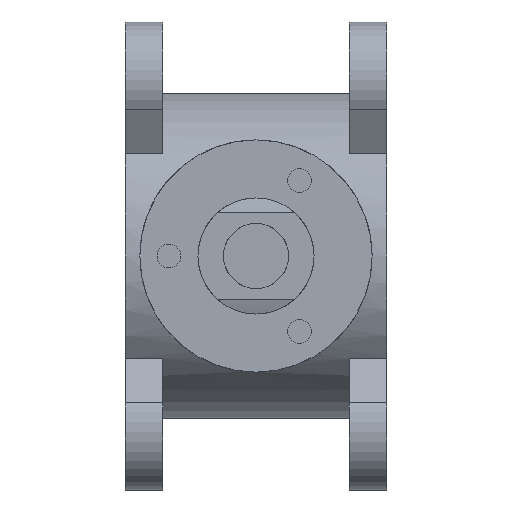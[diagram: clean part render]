
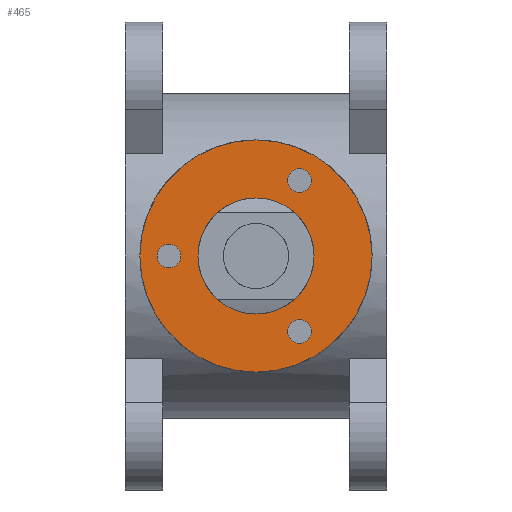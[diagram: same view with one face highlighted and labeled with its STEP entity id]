
A CAD part, left-side view. The second image highlights one B-rep face of the part: STEP entity #465.
In plain terms, the highlighted planar face has unit normal (-1, 0, 0).
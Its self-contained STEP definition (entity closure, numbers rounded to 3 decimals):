
#14 = EDGE_CURVE ( 'NONE', #1690, #82, #1124, .T. ) ;
#49 = AXIS2_PLACEMENT_3D ( 'NONE', #2437, #2161, #880 ) ;
#82 = VERTEX_POINT ( 'NONE', #615 ) ;
#113 = CARTESIAN_POINT ( 'NONE',  ( -160., 0., 100. ) ) ;
#147 = VERTEX_POINT ( 'NONE', #113 ) ;
#154 = DIRECTION ( 'NONE',  ( 0., 0., -1. ) ) ;
#159 = VERTEX_POINT ( 'NONE', #977 ) ;
#193 = CIRCLE ( 'NONE', #2096, 50. ) ;
#221 = AXIS2_PLACEMENT_3D ( 'NONE', #2454, #2423, #283 ) ;
#283 = DIRECTION ( 'NONE',  ( 0., 0., -1. ) ) ;
#289 = EDGE_CURVE ( 'NONE', #159, #147, #1306, .T. ) ;
#361 = CARTESIAN_POINT ( 'NONE',  ( -160., 75., 0. ) ) ;
#416 = DIRECTION ( 'NONE',  ( 1., 0., 0. ) ) ;
#441 = FACE_BOUND ( 'NONE', #2399, .T. ) ;
#451 = CARTESIAN_POINT ( 'NONE',  ( -160., -37.5, -75.102 ) ) ;
#465 = ADVANCED_FACE ( 'NONE', ( #441, #525, #2160, #940, #1804 ), #2028, .F. ) ;
#489 = ORIENTED_EDGE ( 'NONE', *, *, #14, .T. ) ;
#492 = DIRECTION ( 'NONE',  ( 1., 0., 0. ) ) ;
#525 = FACE_BOUND ( 'NONE', #1065, .T. ) ;
#553 = AXIS2_PLACEMENT_3D ( 'NONE', #1557, #1070, #2430 ) ;
#565 = CARTESIAN_POINT ( 'NONE',  ( -160., 0., 0. ) ) ;
#575 = DIRECTION ( 'NONE',  ( 0., 0., -1. ) ) ;
#615 = CARTESIAN_POINT ( 'NONE',  ( -160., -37.5, 54.802 ) ) ;
#621 = ORIENTED_EDGE ( 'NONE', *, *, #289, .F. ) ;
#639 = EDGE_CURVE ( 'NONE', #677, #1941, #1997, .T. ) ;
#663 = EDGE_CURVE ( 'NONE', #1288, #2790, #1313, .T. ) ;
#664 = EDGE_CURVE ( 'NONE', #1088, #2447, #193, .T. ) ;
#670 = CARTESIAN_POINT ( 'NONE',  ( -160., 0., -50. ) ) ;
#677 = VERTEX_POINT ( 'NONE', #2602 ) ;
#698 = CARTESIAN_POINT ( 'NONE',  ( -160., 0., 50. ) ) ;
#774 = DIRECTION ( 'NONE',  ( 1., 0., 0. ) ) ;
#785 = CARTESIAN_POINT ( 'NONE',  ( -160., -37.5, -54.802 ) ) ;
#787 = DIRECTION ( 'NONE',  ( 1., 0., 0. ) ) ;
#816 = EDGE_LOOP ( 'NONE', ( #1949, #1732 ) ) ;
#838 = CARTESIAN_POINT ( 'NONE',  ( -160., 75., 0. ) ) ;
#880 = DIRECTION ( 'NONE',  ( 0., 0., -1. ) ) ;
#940 = FACE_BOUND ( 'NONE', #2101, .T. ) ;
#977 = CARTESIAN_POINT ( 'NONE',  ( -160., 0., -100. ) ) ;
#1008 = DIRECTION ( 'NONE',  ( 1., 0., 0. ) ) ;
#1023 = CARTESIAN_POINT ( 'NONE',  ( -160., -37.5, 64.952 ) ) ;
#1064 = EDGE_CURVE ( 'NONE', #82, #1690, #2497, .T. ) ;
#1065 = EDGE_LOOP ( 'NONE', ( #489, #1600 ) ) ;
#1070 = DIRECTION ( 'NONE',  ( 1., 0., 0. ) ) ;
#1081 = ORIENTED_EDGE ( 'NONE', *, *, #664, .T. ) ;
#1088 = VERTEX_POINT ( 'NONE', #698 ) ;
#1124 = CIRCLE ( 'NONE', #2588, 10.15 ) ;
#1168 = ORIENTED_EDGE ( 'NONE', *, *, #1353, .T. ) ;
#1288 = VERTEX_POINT ( 'NONE', #785 ) ;
#1291 = ORIENTED_EDGE ( 'NONE', *, *, #2804, .F. ) ;
#1306 = CIRCLE ( 'NONE', #2085, 100. ) ;
#1313 = CIRCLE ( 'NONE', #1677, 10.15 ) ;
#1347 = CARTESIAN_POINT ( 'NONE',  ( -160., 0., 0. ) ) ;
#1353 = EDGE_CURVE ( 'NONE', #1941, #677, #1784, .T. ) ;
#1481 = DIRECTION ( 'NONE',  ( 0., 0., -1. ) ) ;
#1484 = CIRCLE ( 'NONE', #221, 10.15 ) ;
#1510 = EDGE_CURVE ( 'NONE', #2790, #1288, #1484, .T. ) ;
#1557 = CARTESIAN_POINT ( 'NONE',  ( -160., 0., 0. ) ) ;
#1576 = AXIS2_PLACEMENT_3D ( 'NONE', #1906, #2577, #1716 ) ;
#1600 = ORIENTED_EDGE ( 'NONE', *, *, #1064, .T. ) ;
#1677 = AXIS2_PLACEMENT_3D ( 'NONE', #1843, #774, #2502 ) ;
#1690 = VERTEX_POINT ( 'NONE', #2221 ) ;
#1716 = DIRECTION ( 'NONE',  ( 0., 0., -1. ) ) ;
#1732 = ORIENTED_EDGE ( 'NONE', *, *, #1510, .T. ) ;
#1741 = AXIS2_PLACEMENT_3D ( 'NONE', #838, #416, #1750 ) ;
#1750 = DIRECTION ( 'NONE',  ( 0., 0., -1. ) ) ;
#1775 = CARTESIAN_POINT ( 'NONE',  ( -160., 75., 10.15 ) ) ;
#1784 = CIRCLE ( 'NONE', #1741, 10.15 ) ;
#1804 = FACE_OUTER_BOUND ( 'NONE', #2722, .T. ) ;
#1832 = DIRECTION ( 'NONE',  ( 0., 0., -1. ) ) ;
#1843 = CARTESIAN_POINT ( 'NONE',  ( -160., -37.5, -64.952 ) ) ;
#1906 = CARTESIAN_POINT ( 'NONE',  ( -160., 0., 0. ) ) ;
#1909 = CARTESIAN_POINT ( 'NONE',  ( -160., 0., 0. ) ) ;
#1941 = VERTEX_POINT ( 'NONE', #1775 ) ;
#1948 = CIRCLE ( 'NONE', #1576, 50. ) ;
#1949 = ORIENTED_EDGE ( 'NONE', *, *, #663, .T. ) ;
#1973 = ORIENTED_EDGE ( 'NONE', *, *, #2104, .T. ) ;
#1997 = CIRCLE ( 'NONE', #2183, 10.15 ) ;
#2028 = PLANE ( 'NONE',  #553 ) ;
#2029 = DIRECTION ( 'NONE',  ( 0., 0., -1. ) ) ;
#2085 = AXIS2_PLACEMENT_3D ( 'NONE', #1909, #1008, #154 ) ;
#2088 = DIRECTION ( 'NONE',  ( 1., 0., 0. ) ) ;
#2096 = AXIS2_PLACEMENT_3D ( 'NONE', #565, #787, #575 ) ;
#2101 = EDGE_LOOP ( 'NONE', ( #1081, #1973 ) ) ;
#2104 = EDGE_CURVE ( 'NONE', #2447, #1088, #1948, .T. ) ;
#2128 = AXIS2_PLACEMENT_3D ( 'NONE', #1347, #492, #2029 ) ;
#2160 = FACE_BOUND ( 'NONE', #816, .T. ) ;
#2161 = DIRECTION ( 'NONE',  ( 1., 0., 0. ) ) ;
#2183 = AXIS2_PLACEMENT_3D ( 'NONE', #361, #2088, #1832 ) ;
#2195 = CIRCLE ( 'NONE', #2128, 100. ) ;
#2221 = CARTESIAN_POINT ( 'NONE',  ( -160., -37.5, 75.102 ) ) ;
#2248 = ORIENTED_EDGE ( 'NONE', *, *, #639, .T. ) ;
#2399 = EDGE_LOOP ( 'NONE', ( #1168, #2248 ) ) ;
#2423 = DIRECTION ( 'NONE',  ( 1., 0., 0. ) ) ;
#2430 = DIRECTION ( 'NONE',  ( 0., 0., -1. ) ) ;
#2437 = CARTESIAN_POINT ( 'NONE',  ( -160., -37.5, 64.952 ) ) ;
#2447 = VERTEX_POINT ( 'NONE', #670 ) ;
#2454 = CARTESIAN_POINT ( 'NONE',  ( -160., -37.5, -64.952 ) ) ;
#2497 = CIRCLE ( 'NONE', #49, 10.15 ) ;
#2502 = DIRECTION ( 'NONE',  ( 0., 0., -1. ) ) ;
#2545 = DIRECTION ( 'NONE',  ( 1., 0., 0. ) ) ;
#2577 = DIRECTION ( 'NONE',  ( 1., 0., 0. ) ) ;
#2588 = AXIS2_PLACEMENT_3D ( 'NONE', #1023, #2545, #1481 ) ;
#2602 = CARTESIAN_POINT ( 'NONE',  ( -160., 75., -10.15 ) ) ;
#2722 = EDGE_LOOP ( 'NONE', ( #1291, #621 ) ) ;
#2790 = VERTEX_POINT ( 'NONE', #451 ) ;
#2804 = EDGE_CURVE ( 'NONE', #147, #159, #2195, .T. ) ;
